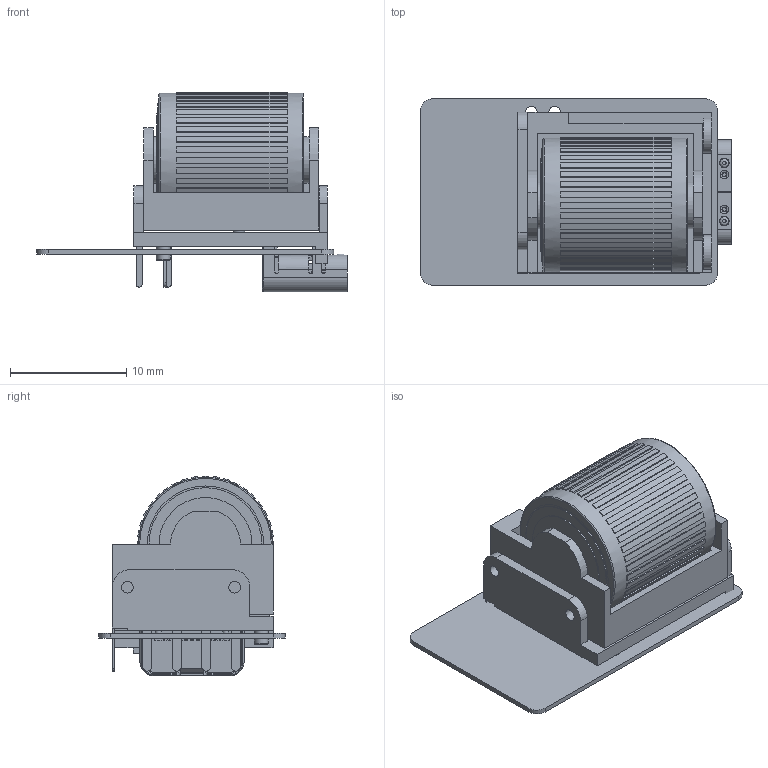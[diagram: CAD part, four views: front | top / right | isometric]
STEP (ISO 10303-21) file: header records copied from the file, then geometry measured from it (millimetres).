
FILE_DESCRIPTION(('Open CASCADE Model'),'2;1');
FILE_NAME('Open CASCADE Shape Model','2022-03-14T18:12:37',('Author'),( 'Open CASCADE'),'Open CASCADE STEP processor 6.8','Open CASCADE 6.8' ,'Unknown');
FILE_SCHEMA(('AUTOMOTIVE_DESIGN { 1 0 10303 214 1 1 1 1 }'));
Length unit declared in the file: millimetre
Products named in the file (20): PCB; Board; Open CASCADE STEP translator 6.8 2.1.1; USB?; 1; U?; Encoder; RollerEncoder; Plastic; Barrel_in; Cap; Barrel_out; Leg_(1); housing; Leg_(2); Leg_(3); Plastic_(1); Leg; Leg_(4); Leg_(5)
Assembly tree (19 placements, depth 5):
  PCB
    Board
      Open CASCADE STEP translator 6.8 2.1.1
    USB?
      1
    U?
      Encoder
        RollerEncoder
          Plastic
          Barrel_in
          Cap
          Barrel_out
          Leg_(1)
          housing
          Leg_(2)
          Leg_(3)
          Plastic_(1)
          Leg
          Leg_(4)
          Leg_(5)
Bounding box: 26.68 x 16 x 17.17 mm (x, y, z)
Volume: 2334 mm3; surface area: 4865.6 mm2
Topology: 14 solids, 21 shells, 1631 faces, 4538 edges, 2986 vertices
Faces by surface type: plane 1230, cylinder 299, bspline 46, torus 31, cone 21, sphere 4
Full cylindrical faces by diameter (mm): 0.5 x2, 0.65 x2, 0.692 x2, 0.914 x4, 1 x7, 1.2 x1, 1.6 x1, 4 x2, 9.7 x1, 10 x2, 11.5 x1
Entity records: 56820 total; most frequent: CARTESIAN_POINT 11548, ORIENTED_EDGE 9068, DIRECTION 8561, EDGE_CURVE 4534, LINE 3579, VECTOR 3579, VERTEX_POINT 2986, AXIS2_PLACEMENT_3D 2491
